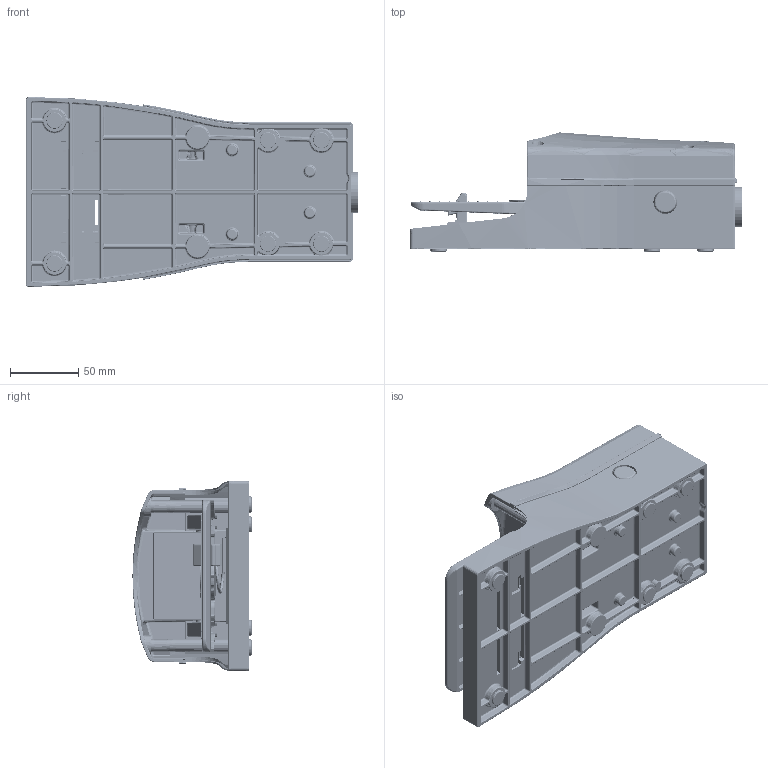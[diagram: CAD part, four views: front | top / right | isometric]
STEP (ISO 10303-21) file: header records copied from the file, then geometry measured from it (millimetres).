
FILE_DESCRIPTION(( 'PEDS_EBR.STEP' ), '1');
FILE_NAME( 'PEDS EBR.STEP', '2019-03-04T11:47:41',( 'Sopra'),('sopra-pneumatic.com'), 'SwSTEP 2.0','SolidWorks 2009','' );
FILE_SCHEMA (( 'AUTOMOTIVE_DESIGN' ));
Length unit declared in the file: millimetre
Products named in the file (1): 1_161_4n
Bounding box: 243.9 x 87.47 x 139.42 mm (x, y, z)
Volume: 399358.1 mm3; surface area: 256721.1 mm2
Topology: 15 solids, 15 shells, 4719 faces, 11443 edges, 6583 vertices
Faces by surface type: cylinder 1641, bspline 1252, plane 1004, cone 514, torus 185, sphere 123
Entity records: 248159 total; most frequent: CARTESIAN_POINT 148861, ORIENTED_EDGE 22370, DIRECTION 17417, EDGE_CURVE 11185, AXIS2_PLACEMENT_3D 6820, VERTEX_POINT 6575, EDGE_LOOP 4836, ADVANCED_FACE 4717
